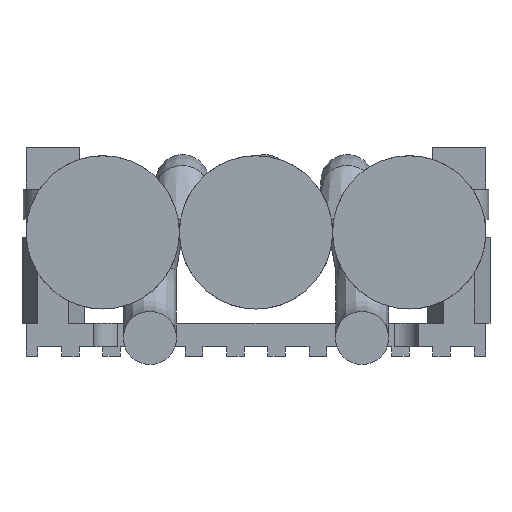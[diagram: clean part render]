
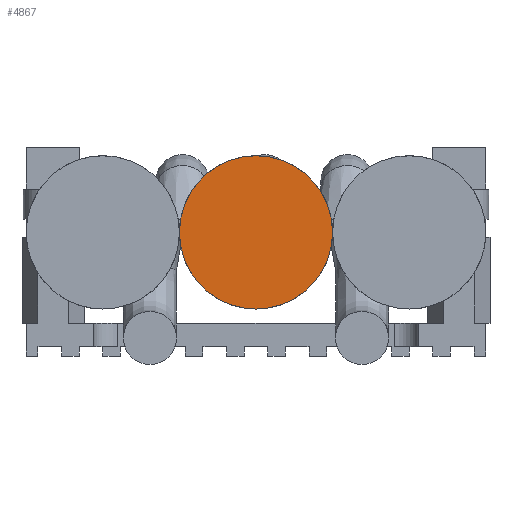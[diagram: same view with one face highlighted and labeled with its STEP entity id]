
A CAD part, front view. The second image highlights one B-rep face of the part: STEP entity #4867.
In plain terms, the highlighted planar face has unit normal (0, -1, 0).
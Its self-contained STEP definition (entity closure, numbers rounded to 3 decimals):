
#50=PLANE('',#5189);
#327=FACE_OUTER_BOUND('',#590,.T.);
#590=EDGE_LOOP('',(#3582,#3583));
#862=CIRCLE('',#5181,6.5);
#864=CIRCLE('',#5186,6.5);
#2146=VERTEX_POINT('',#6781);
#2251=VERTEX_POINT('',#7739);
#2756=EDGE_CURVE('',#2146,#2251,#862,.T.);
#2759=EDGE_CURVE('',#2251,#2146,#864,.T.);
#3582=ORIENTED_EDGE('',*,*,#2756,.T.);
#3583=ORIENTED_EDGE('',*,*,#2759,.T.);
#4867=ADVANCED_FACE('',(#327),#50,.T.);
#5181=AXIS2_PLACEMENT_3D('',#7741,#5708,#5709);
#5186=AXIS2_PLACEMENT_3D('',#7747,#5719,#5720);
#5189=AXIS2_PLACEMENT_3D('',#7750,#5725,#5726);
#5708=DIRECTION('center_axis',(0.,-1.,0.));
#5709=DIRECTION('ref_axis',(1.,0.,0.));
#5719=DIRECTION('center_axis',(0.,-1.,0.));
#5720=DIRECTION('ref_axis',(1.,0.,0.));
#5725=DIRECTION('center_axis',(0.,-1.,0.));
#5726=DIRECTION('ref_axis',(1.,0.,0.));
#6781=CARTESIAN_POINT('',(-6.5,-43.,-1.1));
#7739=CARTESIAN_POINT('',(6.5,-43.,-1.1));
#7741=CARTESIAN_POINT('Origin',(0.,-43.,-1.1));
#7747=CARTESIAN_POINT('Origin',(0.,-43.,-1.1));
#7750=CARTESIAN_POINT('Origin',(0.,-43.,-1.1));
